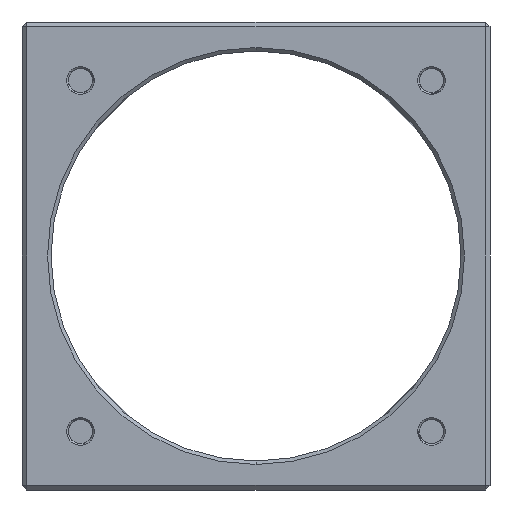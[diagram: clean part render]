
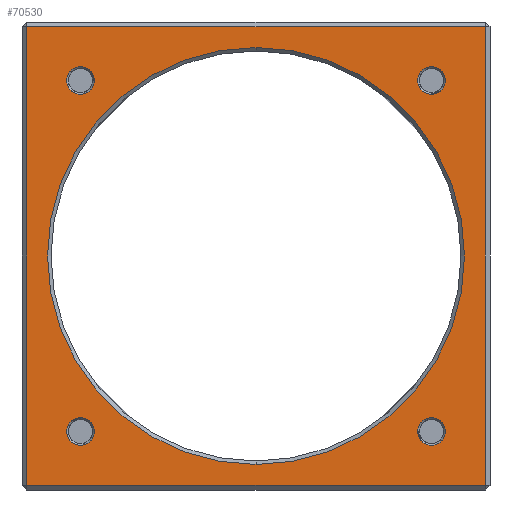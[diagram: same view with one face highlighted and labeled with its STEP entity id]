
A CAD part, front view. The second image highlights one B-rep face of the part: STEP entity #70530.
In plain terms, the highlighted planar face has unit normal (0, -1, 0).
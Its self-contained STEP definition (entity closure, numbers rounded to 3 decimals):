
#15097=DIRECTION('',(-1.,0.,0.));
#15098=VECTOR('',#15097,49.784);
#15099=CARTESIAN_POINT('',(50.292,-19.812,-50.292));
#15100=LINE('',#15099,#15098);
#15113=DIRECTION('',(0.,0.,1.));
#15114=VECTOR('',#15113,49.784);
#15115=CARTESIAN_POINT('',(0.508,-19.812,-50.292));
#15116=LINE('',#15115,#15114);
#20173=DIRECTION('',(1.,0.,0.));
#20174=VECTOR('',#20173,49.784);
#20175=CARTESIAN_POINT('',(0.508,-19.812,-0.508));
#20176=LINE('',#20175,#20174);
#20193=DIRECTION('',(0.,0.,-1.));
#20194=VECTOR('',#20193,49.784);
#20195=CARTESIAN_POINT('',(50.292,-19.812,-0.508));
#20196=LINE('',#20195,#20194);
#20201=CARTESIAN_POINT('',(6.35,-19.812,-6.35));
#20202=DIRECTION('',(0.,1.,0.));
#20203=DIRECTION('',(0.,0.,-1.));
#20204=AXIS2_PLACEMENT_3D('',#20201,#20202,#20203);
#20206=CARTESIAN_POINT('',(6.35,-19.812,-6.35));
#20207=DIRECTION('',(0.,1.,0.));
#20208=DIRECTION('',(0.,0.,1.));
#20209=AXIS2_PLACEMENT_3D('',#20206,#20207,#20208);
#20211=CARTESIAN_POINT('',(6.35,-19.812,-44.45));
#20212=DIRECTION('',(0.,1.,0.));
#20213=DIRECTION('',(0.,0.,-1.));
#20214=AXIS2_PLACEMENT_3D('',#20211,#20212,#20213);
#20216=CARTESIAN_POINT('',(6.35,-19.812,-44.45));
#20217=DIRECTION('',(0.,1.,0.));
#20218=DIRECTION('',(0.,0.,1.));
#20219=AXIS2_PLACEMENT_3D('',#20216,#20217,#20218);
#20221=CARTESIAN_POINT('',(25.4,-19.812,-25.4));
#20222=DIRECTION('',(0.,1.,0.));
#20223=DIRECTION('',(0.,0.,-1.));
#20224=AXIS2_PLACEMENT_3D('',#20221,#20222,#20223);
#20226=CARTESIAN_POINT('',(25.4,-19.812,-25.4));
#20227=DIRECTION('',(0.,1.,0.));
#20228=DIRECTION('',(0.,0.,1.));
#20229=AXIS2_PLACEMENT_3D('',#20226,#20227,#20228);
#20231=CARTESIAN_POINT('',(44.45,-19.812,-44.45));
#20232=DIRECTION('',(0.,1.,0.));
#20233=DIRECTION('',(0.,0.,-1.));
#20234=AXIS2_PLACEMENT_3D('',#20231,#20232,#20233);
#20236=CARTESIAN_POINT('',(44.45,-19.812,-44.45));
#20237=DIRECTION('',(0.,1.,0.));
#20238=DIRECTION('',(0.,0.,1.));
#20239=AXIS2_PLACEMENT_3D('',#20236,#20237,#20238);
#20241=CARTESIAN_POINT('',(44.45,-19.812,-6.35));
#20242=DIRECTION('',(0.,1.,0.));
#20243=DIRECTION('',(0.,0.,-1.));
#20244=AXIS2_PLACEMENT_3D('',#20241,#20242,#20243);
#20246=CARTESIAN_POINT('',(44.45,-19.812,-6.35));
#20247=DIRECTION('',(0.,1.,0.));
#20248=DIRECTION('',(0.,0.,1.));
#20249=AXIS2_PLACEMENT_3D('',#20246,#20247,#20248);
#28214=CARTESIAN_POINT('',(50.292,-19.812,-50.292));
#28216=VERTEX_POINT('',#28214);
#28284=CARTESIAN_POINT('',(50.292,-19.812,-0.508));
#28286=VERTEX_POINT('',#28284);
#28295=CARTESIAN_POINT('',(25.4,-19.812,-2.769));
#28296=CARTESIAN_POINT('',(25.4,-19.812,-48.031));
#28297=VERTEX_POINT('',#28295);
#28298=VERTEX_POINT('',#28296);
#28345=CARTESIAN_POINT('',(0.508,-19.812,-50.292));
#28346=VERTEX_POINT('',#28345);
#28467=CARTESIAN_POINT('',(0.508,-19.812,-0.508));
#28468=VERTEX_POINT('',#28467);
#30053=CARTESIAN_POINT('',(44.45,-19.812,-42.948));
#30054=CARTESIAN_POINT('',(44.45,-19.812,-45.952));
#30055=VERTEX_POINT('',#30053);
#30056=VERTEX_POINT('',#30054);
#30065=CARTESIAN_POINT('',(6.35,-19.812,-4.848));
#30066=CARTESIAN_POINT('',(6.35,-19.812,-7.852));
#30067=VERTEX_POINT('',#30065);
#30068=VERTEX_POINT('',#30066);
#30077=CARTESIAN_POINT('',(44.45,-19.812,-7.852));
#30078=CARTESIAN_POINT('',(44.45,-19.812,-4.848));
#30079=VERTEX_POINT('',#30077);
#30080=VERTEX_POINT('',#30078);
#30097=CARTESIAN_POINT('',(6.35,-19.812,-42.948));
#30098=CARTESIAN_POINT('',(6.35,-19.812,-45.952));
#30099=VERTEX_POINT('',#30097);
#30100=VERTEX_POINT('',#30098);
#70489=CARTESIAN_POINT('',(0.,-19.812,-50.8));
#70490=DIRECTION('',(0.,-1.,0.));
#70491=DIRECTION('',(0.,0.,-1.));
#70492=AXIS2_PLACEMENT_3D('',#70489,#70490,#70491);
#70493=PLANE('',#70492);
#70494=ORIENTED_EDGE('',*,*,#70457,.T.);
#70495=ORIENTED_EDGE('',*,*,#70482,.T.);
#70496=ORIENTED_EDGE('',*,*,#59125,.T.);
#70497=ORIENTED_EDGE('',*,*,#59152,.T.);
#70498=EDGE_LOOP('',(#70494,#70495,#70496,#70497));
#70499=FACE_OUTER_BOUND('',#70498,.F.);
#70501=ORIENTED_EDGE('',*,*,#70500,.F.);
#70503=ORIENTED_EDGE('',*,*,#70502,.F.);
#70504=EDGE_LOOP('',(#70501,#70503));
#70505=FACE_BOUND('',#70504,.F.);
#70507=ORIENTED_EDGE('',*,*,#70506,.F.);
#70509=ORIENTED_EDGE('',*,*,#70508,.F.);
#70510=EDGE_LOOP('',(#70507,#70509));
#70511=FACE_BOUND('',#70510,.F.);
#70513=ORIENTED_EDGE('',*,*,#70512,.F.);
#70515=ORIENTED_EDGE('',*,*,#70514,.F.);
#70516=EDGE_LOOP('',(#70513,#70515));
#70517=FACE_BOUND('',#70516,.F.);
#70519=ORIENTED_EDGE('',*,*,#70518,.F.);
#70521=ORIENTED_EDGE('',*,*,#70520,.F.);
#70522=EDGE_LOOP('',(#70519,#70521));
#70523=FACE_BOUND('',#70522,.F.);
#70525=ORIENTED_EDGE('',*,*,#70524,.F.);
#70527=ORIENTED_EDGE('',*,*,#70526,.F.);
#70528=EDGE_LOOP('',(#70525,#70527));
#70529=FACE_BOUND('',#70528,.F.);
#70530=ADVANCED_FACE('',(#70499,#70505,#70511,#70517,#70523,#70529),#70493,.T.);
#20205=CIRCLE('',#20204,1.502);
#20210=CIRCLE('',#20209,1.502);
#20215=CIRCLE('',#20214,1.502);
#20220=CIRCLE('',#20219,1.502);
#20225=CIRCLE('',#20224,22.631);
#20230=CIRCLE('',#20229,22.631);
#20235=CIRCLE('',#20234,1.502);
#20240=CIRCLE('',#20239,1.502);
#20245=CIRCLE('',#20244,1.502);
#20250=CIRCLE('',#20249,1.502);
#59125=EDGE_CURVE('',#28216,#28346,#15100,.T.);
#59152=EDGE_CURVE('',#28346,#28468,#15116,.T.);
#70457=EDGE_CURVE('',#28468,#28286,#20176,.T.);
#70482=EDGE_CURVE('',#28286,#28216,#20196,.T.);
#70500=EDGE_CURVE('',#30068,#30067,#20205,.T.);
#70502=EDGE_CURVE('',#30067,#30068,#20210,.T.);
#70506=EDGE_CURVE('',#30100,#30099,#20215,.T.);
#70508=EDGE_CURVE('',#30099,#30100,#20220,.T.);
#70512=EDGE_CURVE('',#28298,#28297,#20225,.T.);
#70514=EDGE_CURVE('',#28297,#28298,#20230,.T.);
#70518=EDGE_CURVE('',#30056,#30055,#20235,.T.);
#70520=EDGE_CURVE('',#30055,#30056,#20240,.T.);
#70524=EDGE_CURVE('',#30079,#30080,#20245,.T.);
#70526=EDGE_CURVE('',#30080,#30079,#20250,.T.);
